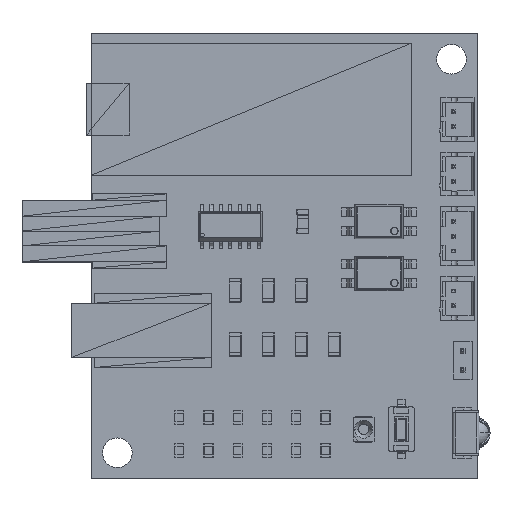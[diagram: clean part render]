
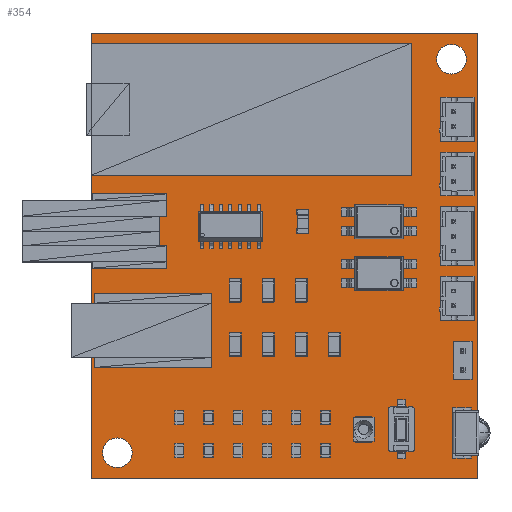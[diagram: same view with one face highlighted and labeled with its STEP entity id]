
A CAD part, top view. The second image highlights one B-rep face of the part: STEP entity #354.
In plain terms, the highlighted planar face has unit normal (0, 0, 1).
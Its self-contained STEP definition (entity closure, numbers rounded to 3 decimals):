
#169 = VERTEX_POINT('',#170);
#170 = CARTESIAN_POINT('',(-57.785,45.403,0.));
#187 = VERTEX_POINT('',#188);
#188 = CARTESIAN_POINT('',(-5.785,45.403,0.));
#194 = EDGE_CURVE('',#169,#187,#195,.T.);
#195 = LINE('',#196,#197);
#196 = CARTESIAN_POINT('',(-57.785,45.403,0.));
#197 = VECTOR('',#198,1.);
#198 = DIRECTION('',(1.,0.,0.));
#218 = VERTEX_POINT('',#219);
#219 = CARTESIAN_POINT('',(-5.785,105.403,0.));
#225 = EDGE_CURVE('',#187,#218,#226,.T.);
#226 = LINE('',#227,#228);
#227 = CARTESIAN_POINT('',(-5.785,45.403,0.));
#228 = VECTOR('',#229,1.);
#229 = DIRECTION('',(0.,1.,0.));
#249 = VERTEX_POINT('',#250);
#250 = CARTESIAN_POINT('',(-57.785,105.403,0.));
#256 = EDGE_CURVE('',#218,#249,#257,.T.);
#257 = LINE('',#258,#259);
#258 = CARTESIAN_POINT('',(-5.785,105.403,0.));
#259 = VECTOR('',#260,1.);
#260 = DIRECTION('',(-1.,0.,0.));
#278 = EDGE_CURVE('',#249,#169,#279,.T.);
#279 = LINE('',#280,#281);
#280 = CARTESIAN_POINT('',(-57.785,105.403,0.));
#281 = VECTOR('',#282,1.);
#282 = DIRECTION('',(0.,-1.,0.));
#293 = VERTEX_POINT('',#294);
#294 = CARTESIAN_POINT('',(-7.285,101.903,0.));
#310 = EDGE_CURVE('',#293,#293,#311,.T.);
#311 = CIRCLE('',#312,2.);
#312 = AXIS2_PLACEMENT_3D('',#313,#314,#315);
#313 = CARTESIAN_POINT('',(-9.285,101.903,0.));
#314 = DIRECTION('',(0.,0.,-1.));
#315 = DIRECTION('',(1.,0.,0.));
#326 = VERTEX_POINT('',#327);
#327 = CARTESIAN_POINT('',(-52.285,48.903,0.));
#343 = EDGE_CURVE('',#326,#326,#344,.T.);
#344 = CIRCLE('',#345,2.);
#345 = AXIS2_PLACEMENT_3D('',#346,#347,#348);
#346 = CARTESIAN_POINT('',(-54.285,48.903,0.));
#347 = DIRECTION('',(0.,0.,-1.));
#348 = DIRECTION('',(1.,0.,0.));
#354 = ADVANCED_FACE('',(#355,#361,#364),#367,.F.);
#355 = FACE_BOUND('',#356,.T.);
#356 = EDGE_LOOP('',(#357,#358,#359,#360));
#357 = ORIENTED_EDGE('',*,*,#194,.T.);
#358 = ORIENTED_EDGE('',*,*,#225,.T.);
#359 = ORIENTED_EDGE('',*,*,#256,.T.);
#360 = ORIENTED_EDGE('',*,*,#278,.T.);
#361 = FACE_BOUND('',#362,.T.);
#362 = EDGE_LOOP('',(#363));
#363 = ORIENTED_EDGE('',*,*,#310,.T.);
#364 = FACE_BOUND('',#365,.T.);
#365 = EDGE_LOOP('',(#366));
#366 = ORIENTED_EDGE('',*,*,#343,.T.);
#367 = PLANE('',#368);
#368 = AXIS2_PLACEMENT_3D('',#369,#370,#371);
#369 = CARTESIAN_POINT('',(-57.785,45.403,0.));
#370 = DIRECTION('',(0.,0.,-1.));
#371 = DIRECTION('',(-1.,0.,0.));
